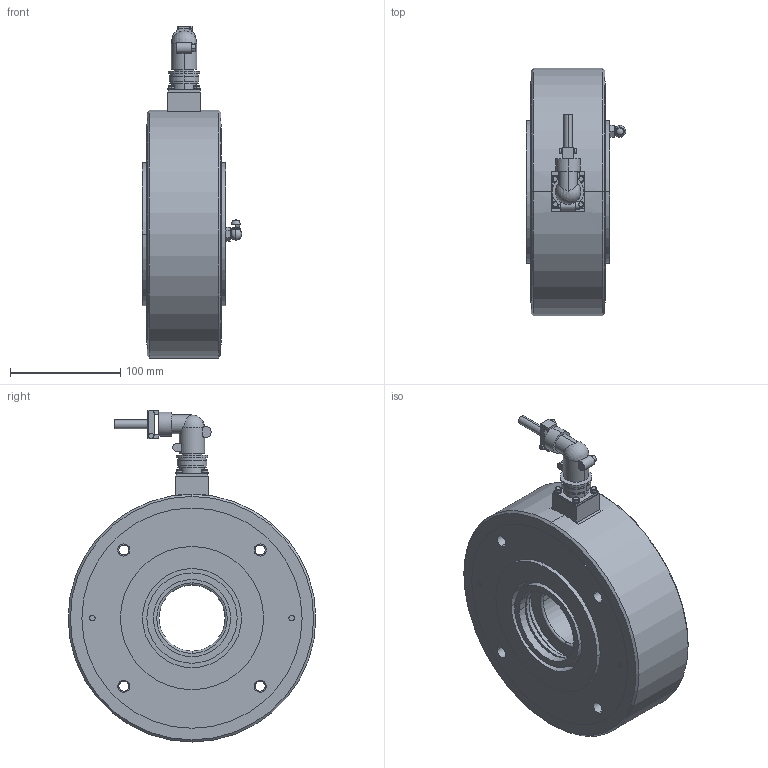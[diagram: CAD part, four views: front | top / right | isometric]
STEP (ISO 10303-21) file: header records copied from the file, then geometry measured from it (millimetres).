
FILE_DESCRIPTION((''),'2;1');
FILE_NAME('50147.stp','2007-09-21T11:23:07',(''),(''),'Mechanical Desktop 2007','Mechanical Desktop 2007',', , ');
FILE_SCHEMA(('CONFIG_CONTROL_DESIGN'));
Length unit declared in the file: millimetre
Products named in the file (27): L50147; L4785904; TEIL1AA; L49026; TEIL1; I-6KT_SCHRAUBE_M6X60; I-6KT_SCHRAUBE_M6X60A; I-6KT_SCHRAUBE_M3X25; I-6KT_SCHRAUBE_M3X25A; FEDERRING_M3A; FEDERRING_M3; V_RING_V70AA; V_RING_V70A; PENDELKUGELLAGER_2212TV; PENDELKUGELLAGER_2212TVA; SICHERUNGSRING_J110; L4340402; TEIL1AAAA; L49258; TEIL1A; FLANSCHDOSE_WINKEL_AMPH_4-POLIG; TEIL1AAAAA; L49885; TEIL1AAA; SCHMIERNIPPEL_M10_A3; SCHMIERNIPPEL_M10_A3A; RM_SDB
Assembly tree (37 placements, depth 3):
  L50147
    L4785904
      TEIL1AA
    L49026
      TEIL1
    I-6KT_SCHRAUBE_M6X60  x2
      I-6KT_SCHRAUBE_M6X60A
    I-6KT_SCHRAUBE_M3X25  x4
      I-6KT_SCHRAUBE_M3X25A
    FEDERRING_M3A  x4
      FEDERRING_M3
    V_RING_V70AA  x2
      V_RING_V70A
    PENDELKUGELLAGER_2212TV
      PENDELKUGELLAGER_2212TVA
    SICHERUNGSRING_J110
    L4340402  x2
      TEIL1AAAA
    L49258
      TEIL1A
    FLANSCHDOSE_WINKEL_AMPH_4-POLIG
      TEIL1AAAAA
    L49885
      TEIL1AAA
    SCHMIERNIPPEL_M10_A3
      SCHMIERNIPPEL_M10_A3A
    RM_SDB  x3
Bounding box: 90.36 x 225 x 301.5 mm (x, y, z)
Volume: 2387259.3 mm3; surface area: 397414.2 mm2
Topology: 22 solids, 22 shells, 448 faces, 1088 edges, 709 vertices
Faces by surface type: cylinder 244, plane 133, cone 40, torus 20, bspline 6, sphere 5
Entity records: 11554 total; most frequent: CARTESIAN_POINT 2302, DIRECTION 2068, ORIENTED_EDGE 1676, AXIS2_PLACEMENT_3D 865, EDGE_CURVE 838, VERTEX_POINT 553, CIRCLE 485, EDGE_LOOP 467
